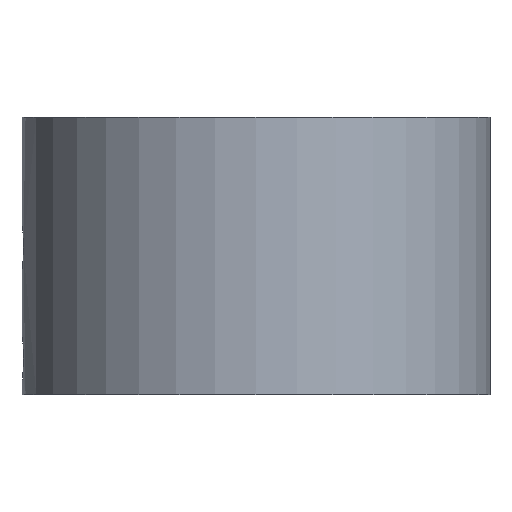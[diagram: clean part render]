
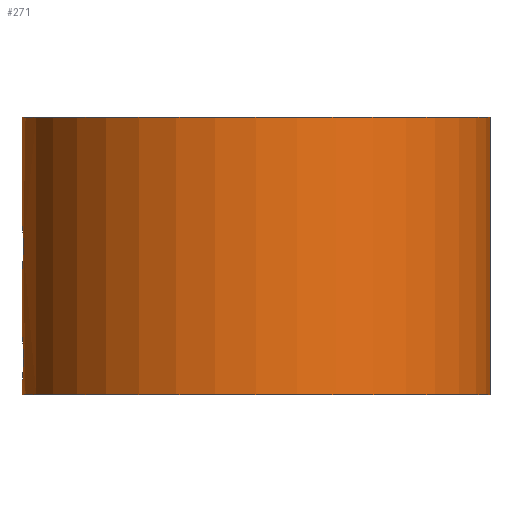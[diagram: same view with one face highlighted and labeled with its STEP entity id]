
A CAD part, front view. The second image highlights one B-rep face of the part: STEP entity #271.
In plain terms, the highlighted cylindrical face has radius 12.65 mm (diameter 25.3 mm), a full revolution.
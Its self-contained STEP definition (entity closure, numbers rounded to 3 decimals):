
#17=FACE_BOUND('',#63,.T.);
#18=FACE_BOUND('',#64,.T.);
#25=CIRCLE('',#303,12.65);
#29=CIRCLE('',#314,12.65);
#47=FACE_OUTER_BOUND('',#62,.T.);
#62=EDGE_LOOP('',(#238,#239,#240,#241));
#63=EDGE_LOOP('',(#242,#243));
#64=EDGE_LOOP('',(#244,#245));
#84=LINE('',#595,#102);
#102=VECTOR('',#377,12.65);
#106=B_SPLINE_CURVE_WITH_KNOTS('',3,(#428,#429,#430,#431,#432,#433,#434,
#435,#436,#437,#438,#439,#440,#441,#442,#443,#444,#445,#446,#447,#448,#449,
#450,#451,#452,#453),.UNSPECIFIED.,.F.,.F.,(4,2,2,2,2,2,2,2,2,2,2,2,4),
(0.,0.053,0.106,0.158,0.211,
0.264,0.317,0.369,0.422,
0.475,0.528,0.581,0.633),
 .UNSPECIFIED.);
#107=B_SPLINE_CURVE_WITH_KNOTS('',3,(#454,#455,#456,#457,#458,#459,#460,
#461,#462,#463),.UNSPECIFIED.,.F.,.F.,(4,2,2,2,4),(0.633,0.686,
0.739,0.792,0.845),.UNSPECIFIED.);
#111=B_SPLINE_CURVE_WITH_KNOTS('',3,(#509,#510,#511,#512,#513,#514,#515,
#516,#517,#518,#519,#520,#521,#522,#523,#524,#525,#526,#527,#528,#529,#530,
#531,#532,#533,#534),.UNSPECIFIED.,.F.,.F.,(4,2,2,2,2,2,2,2,2,2,2,2,4),
(0.,0.053,0.106,0.158,0.211,
0.264,0.317,0.369,0.422,
0.475,0.528,0.581,0.633),
 .UNSPECIFIED.);
#112=B_SPLINE_CURVE_WITH_KNOTS('',3,(#535,#536,#537,#538,#539,#540,#541,
#542,#543,#544),.UNSPECIFIED.,.F.,.F.,(4,2,2,2,4),(0.633,0.686,
0.739,0.792,0.845),.UNSPECIFIED.);
#116=VERTEX_POINT('',#425);
#117=VERTEX_POINT('',#427);
#121=VERTEX_POINT('',#506);
#122=VERTEX_POINT('',#508);
#131=VERTEX_POINT('',#567);
#138=VERTEX_POINT('',#594);
#143=EDGE_CURVE('',#117,#116,#106,.T.);
#144=EDGE_CURVE('',#116,#117,#107,.T.);
#149=EDGE_CURVE('',#122,#121,#111,.T.);
#150=EDGE_CURVE('',#121,#122,#112,.T.);
#162=EDGE_CURVE('',#131,#131,#25,.T.);
#175=EDGE_CURVE('',#131,#138,#84,.T.);
#176=EDGE_CURVE('',#138,#138,#29,.T.);
#238=ORIENTED_EDGE('',*,*,#162,.F.);
#239=ORIENTED_EDGE('',*,*,#175,.T.);
#240=ORIENTED_EDGE('',*,*,#176,.T.);
#241=ORIENTED_EDGE('',*,*,#175,.F.);
#242=ORIENTED_EDGE('',*,*,#143,.T.);
#243=ORIENTED_EDGE('',*,*,#144,.T.);
#244=ORIENTED_EDGE('',*,*,#149,.T.);
#245=ORIENTED_EDGE('',*,*,#150,.T.);
#259=CYLINDRICAL_SURFACE('',#313,12.65);
#271=ADVANCED_FACE('',(#47,#17,#18),#259,.T.);
#303=AXIS2_PLACEMENT_3D('',#568,#346,#347);
#313=AXIS2_PLACEMENT_3D('',#593,#375,#376);
#314=AXIS2_PLACEMENT_3D('',#596,#378,#379);
#346=DIRECTION('center_axis',(0.,0.,-1.));
#347=DIRECTION('ref_axis',(1.,0.,0.));
#375=DIRECTION('center_axis',(0.,0.,-1.));
#376=DIRECTION('ref_axis',(-1.,0.,0.));
#377=DIRECTION('',(0.,0.,1.));
#378=DIRECTION('center_axis',(0.,0.,-1.));
#379=DIRECTION('ref_axis',(-1.,0.,0.));
#425=CARTESIAN_POINT('',(-12.65,0.,-14.4));
#427=CARTESIAN_POINT('',(-12.572,1.4,-13.));
#428=CARTESIAN_POINT('Ctrl Pts',(-12.572,1.4,-13.));
#429=CARTESIAN_POINT('Ctrl Pts',(-12.572,1.4,-12.824));
#430=CARTESIAN_POINT('Ctrl Pts',(-12.576,1.365,-12.636));
#431=CARTESIAN_POINT('Ctrl Pts',(-12.591,1.222,-12.292));
#432=CARTESIAN_POINT('Ctrl Pts',(-12.601,1.114,-12.134));
#433=CARTESIAN_POINT('Ctrl Pts',(-12.621,0.866,-11.886));
#434=CARTESIAN_POINT('Ctrl Pts',(-12.631,0.708,-11.778));
#435=CARTESIAN_POINT('Ctrl Pts',(-12.646,0.364,-11.635));
#436=CARTESIAN_POINT('Ctrl Pts',(-12.65,0.176,-11.6));
#437=CARTESIAN_POINT('Ctrl Pts',(-12.65,-0.176,-11.6));
#438=CARTESIAN_POINT('Ctrl Pts',(-12.646,-0.364,-11.635));
#439=CARTESIAN_POINT('Ctrl Pts',(-12.631,-0.708,-11.778));
#440=CARTESIAN_POINT('Ctrl Pts',(-12.621,-0.866,-11.886));
#441=CARTESIAN_POINT('Ctrl Pts',(-12.601,-1.114,-12.134));
#442=CARTESIAN_POINT('Ctrl Pts',(-12.591,-1.222,-12.292));
#443=CARTESIAN_POINT('Ctrl Pts',(-12.576,-1.365,-12.636));
#444=CARTESIAN_POINT('Ctrl Pts',(-12.572,-1.4,-12.824));
#445=CARTESIAN_POINT('Ctrl Pts',(-12.572,-1.4,-13.176));
#446=CARTESIAN_POINT('Ctrl Pts',(-12.576,-1.365,-13.364));
#447=CARTESIAN_POINT('Ctrl Pts',(-12.591,-1.222,-13.708));
#448=CARTESIAN_POINT('Ctrl Pts',(-12.601,-1.114,-13.866));
#449=CARTESIAN_POINT('Ctrl Pts',(-12.621,-0.866,-14.114));
#450=CARTESIAN_POINT('Ctrl Pts',(-12.631,-0.708,-14.222));
#451=CARTESIAN_POINT('Ctrl Pts',(-12.646,-0.364,-14.365));
#452=CARTESIAN_POINT('Ctrl Pts',(-12.65,-0.176,-14.4));
#453=CARTESIAN_POINT('Ctrl Pts',(-12.65,0.,-14.4));
#454=CARTESIAN_POINT('Ctrl Pts',(-12.65,0.,-14.4));
#455=CARTESIAN_POINT('Ctrl Pts',(-12.65,0.176,-14.4));
#456=CARTESIAN_POINT('Ctrl Pts',(-12.646,0.364,-14.365));
#457=CARTESIAN_POINT('Ctrl Pts',(-12.631,0.708,-14.222));
#458=CARTESIAN_POINT('Ctrl Pts',(-12.621,0.866,-14.114));
#459=CARTESIAN_POINT('Ctrl Pts',(-12.601,1.114,-13.866));
#460=CARTESIAN_POINT('Ctrl Pts',(-12.591,1.222,-13.708));
#461=CARTESIAN_POINT('Ctrl Pts',(-12.576,1.365,-13.364));
#462=CARTESIAN_POINT('Ctrl Pts',(-12.572,1.4,-13.176));
#463=CARTESIAN_POINT('Ctrl Pts',(-12.572,1.4,-13.));
#506=CARTESIAN_POINT('',(-12.65,0.,-8.4));
#508=CARTESIAN_POINT('',(-12.572,1.4,-7.));
#509=CARTESIAN_POINT('Ctrl Pts',(-12.572,1.4,-7.));
#510=CARTESIAN_POINT('Ctrl Pts',(-12.572,1.4,-6.824));
#511=CARTESIAN_POINT('Ctrl Pts',(-12.576,1.365,-6.636));
#512=CARTESIAN_POINT('Ctrl Pts',(-12.591,1.222,-6.292));
#513=CARTESIAN_POINT('Ctrl Pts',(-12.601,1.114,-6.134));
#514=CARTESIAN_POINT('Ctrl Pts',(-12.621,0.866,-5.886));
#515=CARTESIAN_POINT('Ctrl Pts',(-12.631,0.708,-5.778));
#516=CARTESIAN_POINT('Ctrl Pts',(-12.646,0.364,-5.635));
#517=CARTESIAN_POINT('Ctrl Pts',(-12.65,0.176,-5.6));
#518=CARTESIAN_POINT('Ctrl Pts',(-12.65,-0.176,-5.6));
#519=CARTESIAN_POINT('Ctrl Pts',(-12.646,-0.364,-5.635));
#520=CARTESIAN_POINT('Ctrl Pts',(-12.631,-0.708,-5.778));
#521=CARTESIAN_POINT('Ctrl Pts',(-12.621,-0.866,-5.886));
#522=CARTESIAN_POINT('Ctrl Pts',(-12.601,-1.114,-6.134));
#523=CARTESIAN_POINT('Ctrl Pts',(-12.591,-1.222,-6.292));
#524=CARTESIAN_POINT('Ctrl Pts',(-12.576,-1.365,-6.636));
#525=CARTESIAN_POINT('Ctrl Pts',(-12.572,-1.4,-6.824));
#526=CARTESIAN_POINT('Ctrl Pts',(-12.572,-1.4,-7.176));
#527=CARTESIAN_POINT('Ctrl Pts',(-12.576,-1.365,-7.364));
#528=CARTESIAN_POINT('Ctrl Pts',(-12.591,-1.222,-7.708));
#529=CARTESIAN_POINT('Ctrl Pts',(-12.601,-1.114,-7.866));
#530=CARTESIAN_POINT('Ctrl Pts',(-12.621,-0.866,-8.114));
#531=CARTESIAN_POINT('Ctrl Pts',(-12.631,-0.708,-8.222));
#532=CARTESIAN_POINT('Ctrl Pts',(-12.646,-0.364,-8.365));
#533=CARTESIAN_POINT('Ctrl Pts',(-12.65,-0.176,-8.4));
#534=CARTESIAN_POINT('Ctrl Pts',(-12.65,0.,-8.4));
#535=CARTESIAN_POINT('Ctrl Pts',(-12.65,0.,-8.4));
#536=CARTESIAN_POINT('Ctrl Pts',(-12.65,0.176,-8.4));
#537=CARTESIAN_POINT('Ctrl Pts',(-12.646,0.364,-8.365));
#538=CARTESIAN_POINT('Ctrl Pts',(-12.631,0.708,-8.222));
#539=CARTESIAN_POINT('Ctrl Pts',(-12.621,0.866,-8.114));
#540=CARTESIAN_POINT('Ctrl Pts',(-12.601,1.114,-7.866));
#541=CARTESIAN_POINT('Ctrl Pts',(-12.591,1.222,-7.708));
#542=CARTESIAN_POINT('Ctrl Pts',(-12.576,1.365,-7.364));
#543=CARTESIAN_POINT('Ctrl Pts',(-12.572,1.4,-7.176));
#544=CARTESIAN_POINT('Ctrl Pts',(-12.572,1.4,-7.));
#567=CARTESIAN_POINT('',(12.65,0.,-15.));
#568=CARTESIAN_POINT('Origin',(0.,0.,-15.));
#593=CARTESIAN_POINT('Origin',(0.,0.,0.));
#594=CARTESIAN_POINT('',(12.65,0.,0.));
#595=CARTESIAN_POINT('',(12.65,0.,0.));
#596=CARTESIAN_POINT('Origin',(0.,0.,0.));
